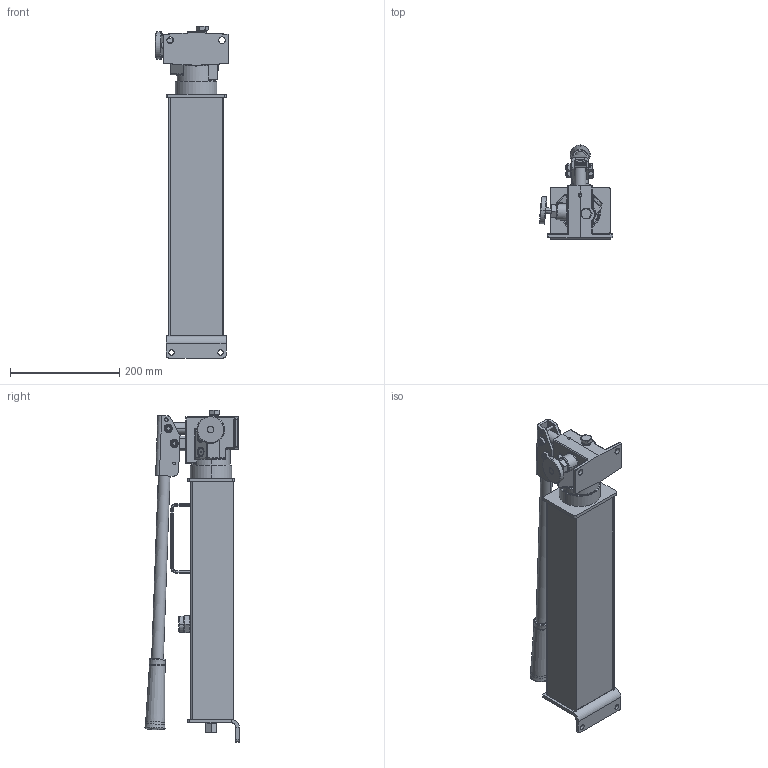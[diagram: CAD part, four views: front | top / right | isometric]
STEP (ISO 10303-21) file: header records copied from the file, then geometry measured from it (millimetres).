
FILE_DESCRIPTION (( 'STEP AP214' ), '1' );
FILE_NAME ('H2811.STEP', '2016-03-30T01:40:19', ( '' ), ( '' ), 'SwSTEP 2.0', 'SolidWorks 2015', '' );
FILE_SCHEMA (( 'AUTOMOTIVE_DESIGN' ));
Length unit declared in the file: millimetre
Products named in the file (1): H2811
Bounding box: 135.05 x 172.9 x 609 mm (x, y, z)
Volume: 1298091.1 mm3; surface area: 599049.8 mm2
Topology: 37 solids, 37 shells, 1270 faces, 2857 edges, 1684 vertices
Faces by surface type: cylinder 458, plane 346, cone 305, bspline 64, torus 62, sphere 35
Entity records: 54088 total; most frequent: CARTESIAN_POINT 11742, DIRECTION 6073, ORIENTED_EDGE 5642, EDGE_CURVE 2821, AXIS2_PLACEMENT_3D 2482, VERTEX_POINT 1684, EDGE_LOOP 1413, UNCERTAINTY_MEASURE_WITH_UNIT 1309
